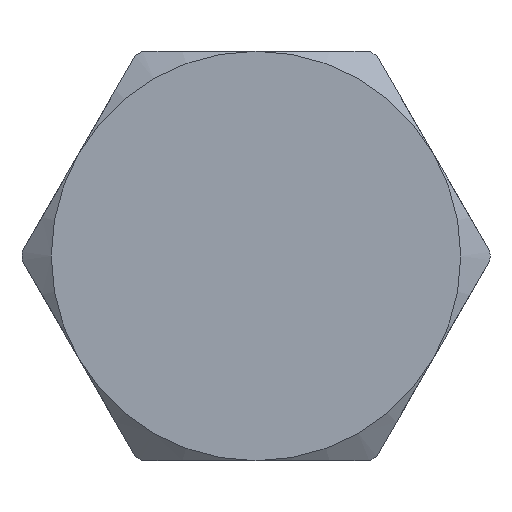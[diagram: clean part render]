
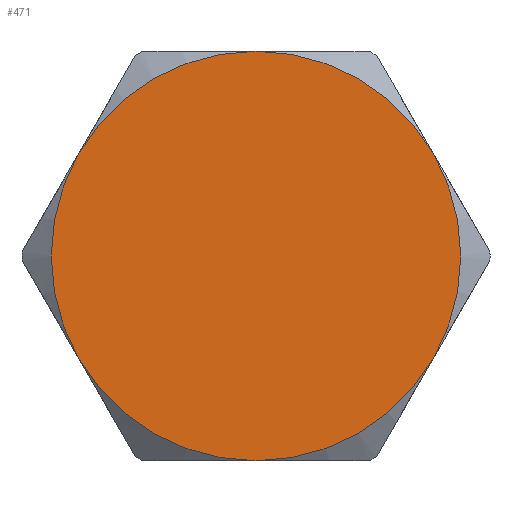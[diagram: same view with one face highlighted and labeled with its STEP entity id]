
A CAD part, left-side view. The second image highlights one B-rep face of the part: STEP entity #471.
In plain terms, the highlighted planar face has unit normal (-1, 0, 0).
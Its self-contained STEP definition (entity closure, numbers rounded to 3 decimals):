
#82=PLANE('',#536);
#125=FACE_OUTER_BOUND('',#161,.T.);
#161=EDGE_LOOP('',(#419,#420,#421,#422,#423,#424));
#177=CIRCLE('',#507,7.);
#178=CIRCLE('',#509,7.);
#181=CIRCLE('',#513,7.);
#182=CIRCLE('',#515,7.);
#185=CIRCLE('',#519,7.);
#193=CIRCLE('',#534,7.);
#208=VERTEX_POINT('',#2527);
#213=VERTEX_POINT('',#2542);
#218=VERTEX_POINT('',#2557);
#223=VERTEX_POINT('',#2572);
#228=VERTEX_POINT('',#2587);
#233=VERTEX_POINT('',#2602);
#286=EDGE_CURVE('',#233,#218,#177,.T.);
#287=EDGE_CURVE('',#218,#223,#178,.T.);
#290=EDGE_CURVE('',#223,#213,#181,.T.);
#291=EDGE_CURVE('',#213,#228,#182,.T.);
#294=EDGE_CURVE('',#228,#208,#185,.T.);
#302=EDGE_CURVE('',#208,#233,#193,.T.);
#419=ORIENTED_EDGE('',*,*,#291,.F.);
#420=ORIENTED_EDGE('',*,*,#290,.F.);
#421=ORIENTED_EDGE('',*,*,#287,.F.);
#422=ORIENTED_EDGE('',*,*,#286,.F.);
#423=ORIENTED_EDGE('',*,*,#302,.F.);
#424=ORIENTED_EDGE('',*,*,#294,.F.);
#471=ADVANCED_FACE('',(#125),#82,.T.);
#507=AXIS2_PLACEMENT_3D('',#2617,#607,#608);
#509=AXIS2_PLACEMENT_3D('',#2619,#611,#612);
#513=AXIS2_PLACEMENT_3D('',#2623,#619,#620);
#515=AXIS2_PLACEMENT_3D('',#2625,#623,#624);
#519=AXIS2_PLACEMENT_3D('',#2629,#631,#632);
#534=AXIS2_PLACEMENT_3D('',#2645,#661,#662);
#536=AXIS2_PLACEMENT_3D('',#2647,#665,#666);
#607=DIRECTION('center_axis',(1.,0.,0.));
#608=DIRECTION('ref_axis',(0.,-1.,0.));
#611=DIRECTION('center_axis',(1.,0.,0.));
#612=DIRECTION('ref_axis',(0.,-1.,0.));
#619=DIRECTION('center_axis',(1.,0.,0.));
#620=DIRECTION('ref_axis',(0.,-1.,0.));
#623=DIRECTION('center_axis',(1.,0.,0.));
#624=DIRECTION('ref_axis',(0.,-1.,0.));
#631=DIRECTION('center_axis',(1.,0.,0.));
#632=DIRECTION('ref_axis',(0.,-1.,0.));
#661=DIRECTION('center_axis',(1.,0.,0.));
#662=DIRECTION('ref_axis',(0.,-1.,0.));
#665=DIRECTION('center_axis',(-1.,0.,0.));
#666=DIRECTION('ref_axis',(0.,0.,1.));
#2527=CARTESIAN_POINT('',(-18.57,0.,7.));
#2542=CARTESIAN_POINT('',(-18.57,6.062,-3.5));
#2557=CARTESIAN_POINT('',(-18.57,-6.062,-3.5));
#2572=CARTESIAN_POINT('',(-18.57,0.,-7.));
#2587=CARTESIAN_POINT('',(-18.57,6.062,3.5));
#2602=CARTESIAN_POINT('',(-18.57,-6.062,3.5));
#2617=CARTESIAN_POINT('Origin',(-18.57,0.,0.));
#2619=CARTESIAN_POINT('Origin',(-18.57,0.,0.));
#2623=CARTESIAN_POINT('Origin',(-18.57,0.,0.));
#2625=CARTESIAN_POINT('Origin',(-18.57,0.,0.));
#2629=CARTESIAN_POINT('Origin',(-18.57,0.,0.));
#2645=CARTESIAN_POINT('Origin',(-18.57,0.,0.));
#2647=CARTESIAN_POINT('Origin',(-18.57,8.,0.));
